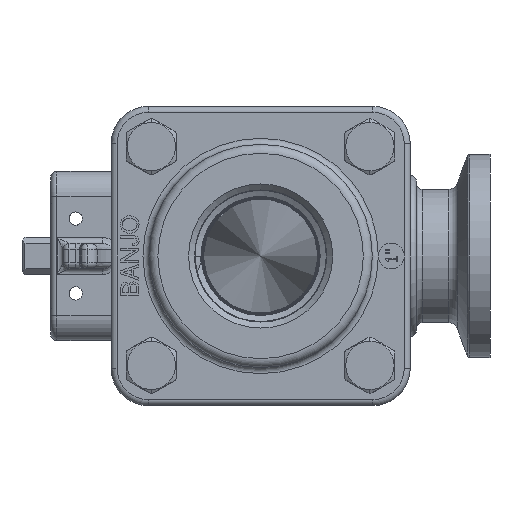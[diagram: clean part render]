
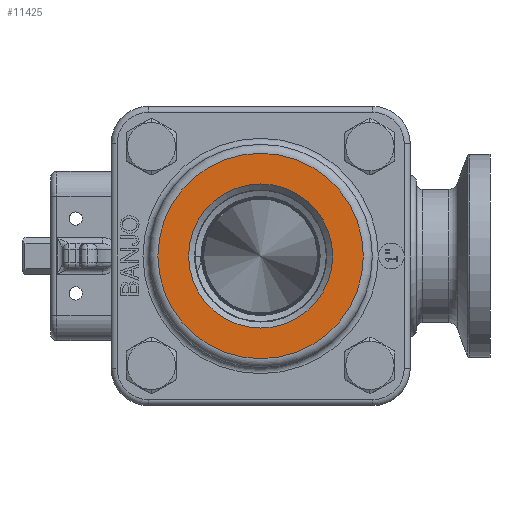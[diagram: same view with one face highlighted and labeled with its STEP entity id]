
A CAD part, left-side view. The second image highlights one B-rep face of the part: STEP entity #11425.
In plain terms, the highlighted face is planar.
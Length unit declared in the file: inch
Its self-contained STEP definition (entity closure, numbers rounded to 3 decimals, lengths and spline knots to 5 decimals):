
#1087=FACE_BOUND('',#2228,.T.);
#1472=FACE_OUTER_BOUND('',#2227,.T.);
#2227=EDGE_LOOP('',(#9310,#9311));
#2228=EDGE_LOOP('',(#9312,#9313));
#4366=CIRCLE('',#12696,1.03);
#4368=CIRCLE('',#12698,1.03);
#4369=CIRCLE('',#12700,0.7225);
#4370=CIRCLE('',#12701,0.7225);
#5279=VERTEX_POINT('',#22433);
#5280=VERTEX_POINT('',#22434);
#5281=VERTEX_POINT('',#22439);
#5282=VERTEX_POINT('',#22440);
#6682=EDGE_CURVE('',#5279,#5280,#4366,.T.);
#6684=EDGE_CURVE('',#5280,#5279,#4368,.T.);
#6685=EDGE_CURVE('',#5281,#5282,#4369,.T.);
#6686=EDGE_CURVE('',#5282,#5281,#4370,.T.);
#9310=ORIENTED_EDGE('',*,*,#6682,.F.);
#9311=ORIENTED_EDGE('',*,*,#6684,.F.);
#9312=ORIENTED_EDGE('',*,*,#6685,.F.);
#9313=ORIENTED_EDGE('',*,*,#6686,.F.);
#10982=PLANE('',#12699);
#11425=ADVANCED_FACE('',(#1472,#1087),#10982,.T.);
#12696=AXIS2_PLACEMENT_3D('',#22435,#15095,#15096);
#12698=AXIS2_PLACEMENT_3D('',#22437,#15099,#15100);
#12699=AXIS2_PLACEMENT_3D('',#22438,#15101,#15102);
#12700=AXIS2_PLACEMENT_3D('',#22441,#15103,#15104);
#12701=AXIS2_PLACEMENT_3D('',#22442,#15105,#15106);
#15095=DIRECTION('center_axis',(-1.,0.,0.));
#15096=DIRECTION('ref_axis',(0.,-1.,0.));
#15099=DIRECTION('center_axis',(-1.,0.,0.));
#15100=DIRECTION('ref_axis',(0.,-1.,0.));
#15101=DIRECTION('center_axis',(1.,0.,0.));
#15102=DIRECTION('ref_axis',(0.,0.,-1.));
#15103=DIRECTION('center_axis',(1.,0.,0.));
#15104=DIRECTION('ref_axis',(0.,1.,0.));
#15105=DIRECTION('center_axis',(1.,0.,0.));
#15106=DIRECTION('ref_axis',(0.,1.,0.));
#22433=CARTESIAN_POINT('',(1.375,1.03,0.));
#22434=CARTESIAN_POINT('',(1.375,0.,1.03));
#22435=CARTESIAN_POINT('Origin',(1.375,0.,0.));
#22437=CARTESIAN_POINT('Origin',(1.375,0.,0.));
#22438=CARTESIAN_POINT('Origin',(1.375,0.92125,0.));
#22439=CARTESIAN_POINT('',(1.375,0.7225,0.));
#22440=CARTESIAN_POINT('',(1.375,-0.7225,0.));
#22441=CARTESIAN_POINT('Origin',(1.375,0.,0.));
#22442=CARTESIAN_POINT('Origin',(1.375,0.,0.));
